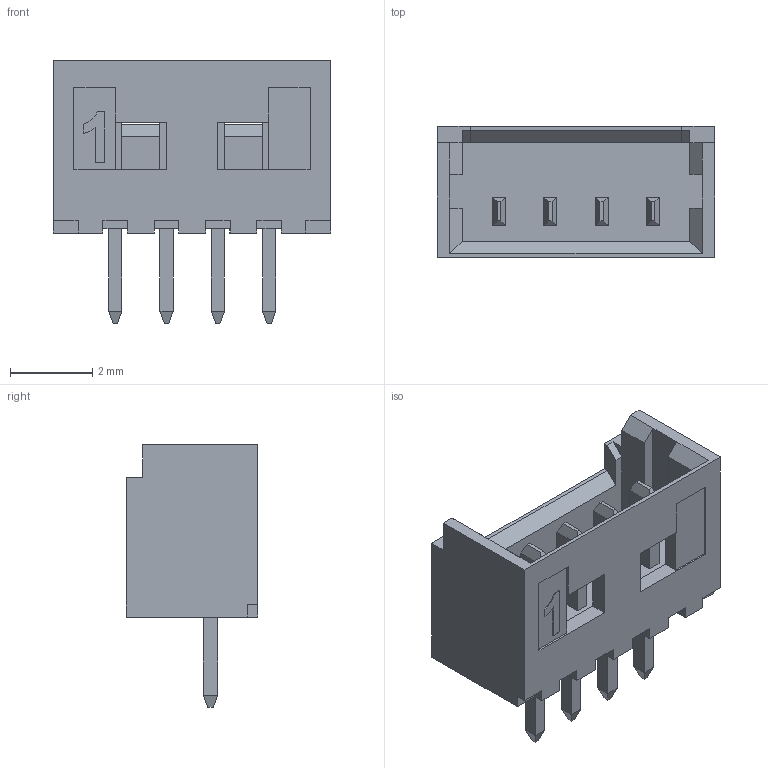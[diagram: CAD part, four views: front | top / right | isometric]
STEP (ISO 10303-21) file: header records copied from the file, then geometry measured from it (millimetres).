
FILE_DESCRIPTION(('FreeCAD Model'),'2;1');
FILE_NAME('User Library-molex 53047-1.step', '2019-05-15T12:15:57',('kicad StepUp'),('ksu MCAD'), 'Open CASCADE STEP processor 7.2','FreeCAD','Unknown');
FILE_SCHEMA(('AUTOMOTIVE_DESIGN { 1 0 10303 214 1 1 1 1 }'));
Length unit declared in the file: millimetre
Products named in the file (1): User_Library-molex_53047-1
Bounding box: 6.75 x 3.2 x 6.4 mm (x, y, z)
Volume: 46.3 mm3; surface area: 188.8 mm2
Topology: 1 solids, 1 shells, 180 faces, 463 edges, 294 vertices
Faces by surface type: plane 178, cylinder 2
Entity records: 6580 total; most frequent: CARTESIAN_POINT 938, ORIENTED_EDGE 926, DIRECTION 829, EDGE_CURVE 463, LINE 459, VECTOR 459, VERTEX_POINT 294, FACE_BOUND 193
